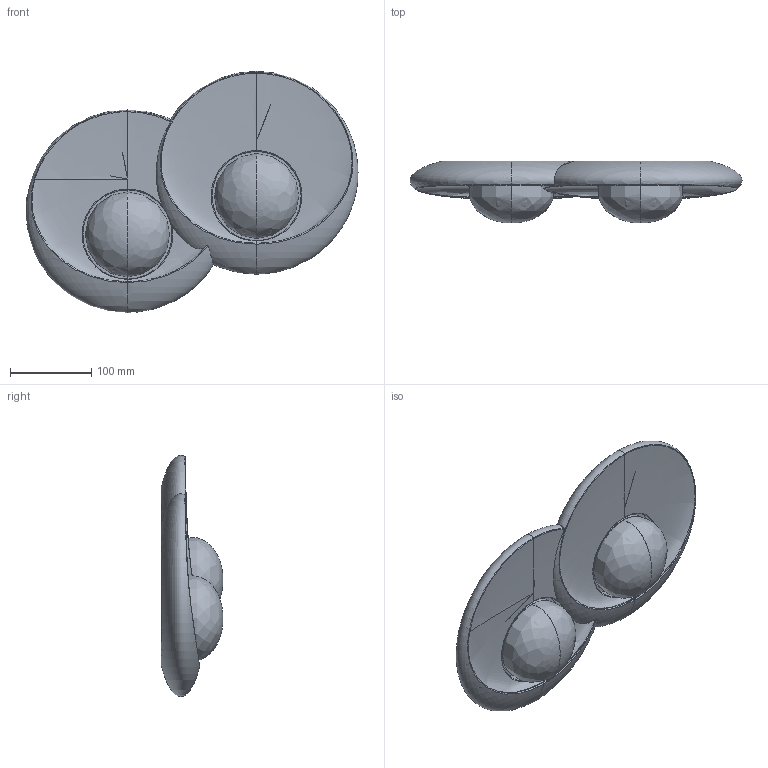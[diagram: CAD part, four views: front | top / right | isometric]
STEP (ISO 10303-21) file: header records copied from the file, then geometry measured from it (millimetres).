
FILE_DESCRIPTION(/* description */ (''),/* implementation_level */ '2;1');
FILE_NAME(/* name */ 'T400_P~1',/* time_stamp */ '2022-03-25T12:06:26+01:00',/* author */ (''),/* organization */ (''),/* preprocessor_version */ 'ST-DEVELOPER v16.5',/* originating_system */ '',/* authorisation */ '');
FILE_SCHEMA (('AUTOMOTIVE_DESIGN'));
Length unit declared in the file: millimetre
Products named in the file (8): T049-2_ASM; 049-2; GX53; 4900_ASM; 049-00; T049-W-2-100; T060-W-200; T060-W-00
Assembly tree (9 placements, depth 3):
  T049-2_ASM
    049-2
    GX53  x2
    4900_ASM  x2
      049-00
      T049-W-2-100
      T060-W-200
      T060-W-00
Bounding box: 409.01 x 75.81 x 297.35 mm (x, y, z)
Volume: 1884786.9 mm3; surface area: 387859.4 mm2
Topology: 11 solids, 23 shells, 408 faces, 1089 edges, 705 vertices
Faces by surface type: bspline 289, plane 119
Entity records: 22856 total; most frequent: CARTESIAN_POINT 18670, ORIENTED_EDGE 1330, EDGE_CURVE 677, VERTEX_POINT 446, B_SPLINE_CURVE_WITH_KNOTS 347, EDGE_LOOP 313, ADVANCED_FACE 255, FACE_OUTER_BOUND 255
